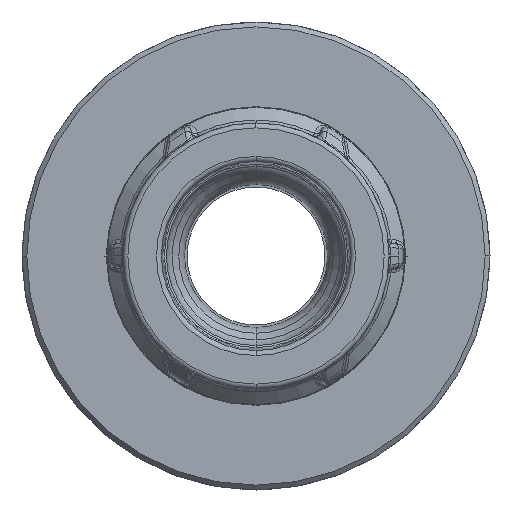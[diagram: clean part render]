
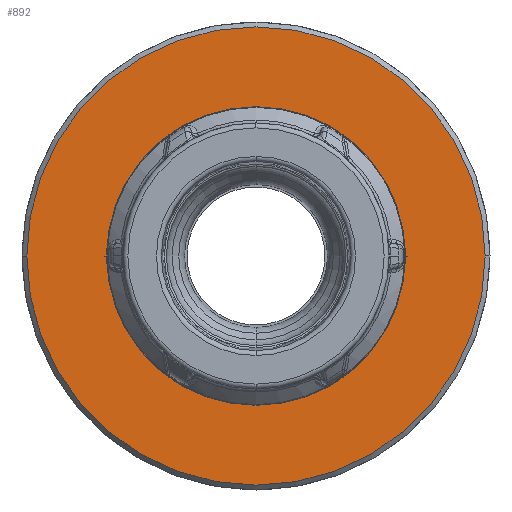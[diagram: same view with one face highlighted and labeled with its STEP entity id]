
A CAD part, front view. The second image highlights one B-rep face of the part: STEP entity #892.
In plain terms, the highlighted planar face has unit normal (0, -1, 0).
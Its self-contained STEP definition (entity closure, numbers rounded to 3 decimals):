
#892=ADVANCED_FACE('',(#1860,#1861),#1862,.T.);
#1860=FACE_BOUND('',#4622,.T.);
#1861=FACE_OUTER_BOUND('',#4623,.T.);
#1862=PLANE('',#4624);
#4622=EDGE_LOOP('',(#7286,#7287));
#4623=EDGE_LOOP('',(#7288,#7289));
#4624=AXIS2_PLACEMENT_3D('',#7290,#7291,#7292);
#7286=ORIENTED_EDGE('',*,*,#8927,.T.);
#7287=ORIENTED_EDGE('',*,*,#8918,.T.);
#7288=ORIENTED_EDGE('',*,*,#8928,.F.);
#7289=ORIENTED_EDGE('',*,*,#8903,.F.);
#7290=CARTESIAN_POINT('',(-20.188,0.,0.));
#7291=DIRECTION('',(0.0,-1.0,0.0));
#7292=DIRECTION('',(0.,0.0,-1.0));
#8903=EDGE_CURVE('',#10477,#10479,#10480,.T.);
#8918=EDGE_CURVE('',#10505,#10502,#10506,.T.);
#8927=EDGE_CURVE('',#10502,#10505,#10518,.T.);
#8928=EDGE_CURVE('',#10479,#10477,#10519,.T.);
#10477=VERTEX_POINT('',#13099);
#10479=VERTEX_POINT('',#13102);
#10480=CIRCLE('',#13103,23.25);
#10502=VERTEX_POINT('',#13128);
#10505=VERTEX_POINT('',#13132);
#10506=CIRCLE('',#13133,15.1);
#10518=CIRCLE('',#13146,15.1);
#10519=CIRCLE('',#13147,23.25);
#13099=CARTESIAN_POINT('',(23.25,0.,0.));
#13102=CARTESIAN_POINT('',(-23.25,0.,0.));
#13103=AXIS2_PLACEMENT_3D('',#15414,#15415,#15416);
#13128=CARTESIAN_POINT('',(15.1,0.,0.));
#13132=CARTESIAN_POINT('',(-15.1,0.,0.));
#13133=AXIS2_PLACEMENT_3D('',#15442,#15443,#15444);
#13146=AXIS2_PLACEMENT_3D('',#15461,#15462,#15463);
#13147=AXIS2_PLACEMENT_3D('',#15464,#15465,#15466);
#15414=CARTESIAN_POINT('',(0.0,0.,0.0));
#15415=DIRECTION('',(-0.0,1.0,0.0));
#15416=DIRECTION('',(1.0,0.0,0.));
#15442=CARTESIAN_POINT('',(0.0,0.,0.0));
#15443=DIRECTION('',(0.0,1.0,0.0));
#15444=DIRECTION('',(-1.0,0.0,0.));
#15461=CARTESIAN_POINT('',(0.0,0.,0.0));
#15462=DIRECTION('',(0.0,1.0,0.0));
#15463=DIRECTION('',(-1.0,0.0,0.));
#15464=CARTESIAN_POINT('',(0.0,0.,0.0));
#15465=DIRECTION('',(-0.0,1.0,0.0));
#15466=DIRECTION('',(1.0,0.0,0.));
